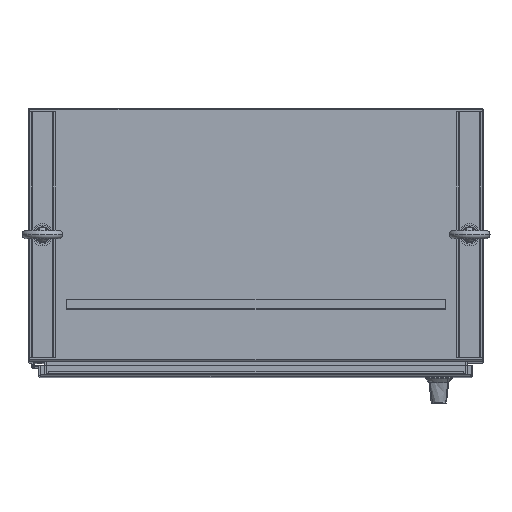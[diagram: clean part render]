
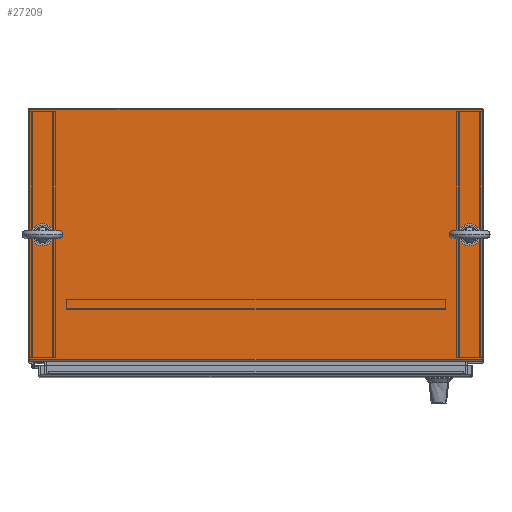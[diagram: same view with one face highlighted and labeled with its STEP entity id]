
A CAD part, top view. The second image highlights one B-rep face of the part: STEP entity #27209.
In plain terms, the highlighted planar face has unit normal (0, 0, 1).
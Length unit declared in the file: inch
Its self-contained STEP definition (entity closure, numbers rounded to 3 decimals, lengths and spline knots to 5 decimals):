
#864 = FACE_BOUND ( 'NONE', #91229, .T. ) ;
#1164 = CARTESIAN_POINT ( 'NONE',  ( -36.18039, -7.968, 90.06 ) ) ;
#3099 = DIRECTION ( 'NONE',  ( 0., 1., 0. ) ) ;
#4197 = ORIENTED_EDGE ( 'NONE', *, *, #44402, .T. ) ;
#5747 = CARTESIAN_POINT ( 'NONE',  ( -2.31039, -7.968, 90.06 ) ) ;
#6946 = AXIS2_PLACEMENT_3D ( 'NONE', #63926, #27096, #77986 ) ;
#7557 = EDGE_CURVE ( 'NONE', #34762, #15627, #25781, .T. ) ;
#11238 = DIRECTION ( 'NONE',  ( 0., -1., 0. ) ) ;
#11280 = EDGE_LOOP ( 'NONE', ( #4197, #58759 ) ) ;
#15088 = AXIS2_PLACEMENT_3D ( 'NONE', #41450, #36088, #20599 ) ;
#15252 = LINE ( 'NONE', #23966, #65978 ) ;
#15627 = VERTEX_POINT ( 'NONE', #66336 ) ;
#16762 = VERTEX_POINT ( 'NONE', #27395 ) ;
#18314 = CARTESIAN_POINT ( 'NONE',  ( -0.93539, 2., 90.06 ) ) ;
#18419 = VERTEX_POINT ( 'NONE', #18314 ) ;
#20599 = DIRECTION ( 'NONE',  ( 1., 0., 0. ) ) ;
#20764 = CARTESIAN_POINT ( 'NONE',  ( -36.80539, -18., 90.06 ) ) ;
#21305 = VECTOR ( 'NONE', #22200, 39.37008 ) ;
#21670 = VERTEX_POINT ( 'NONE', #22064 ) ;
#22064 = CARTESIAN_POINT ( 'NONE',  ( -1.56039, -7.968, 90.06 ) ) ;
#22200 = DIRECTION ( 'NONE',  ( -1., 0., 0. ) ) ;
#22202 = DIRECTION ( 'NONE',  ( 1., 0., 0. ) ) ;
#23966 = CARTESIAN_POINT ( 'NONE',  ( -36.80539, -17.857, 90.06 ) ) ;
#24389 = VECTOR ( 'NONE', #3099, 39.37008 ) ;
#25781 = LINE ( 'NONE', #84894, #65433 ) ;
#26167 = EDGE_CURVE ( 'NONE', #15627, #16762, #15252, .T. ) ;
#27096 = DIRECTION ( 'NONE',  ( 0., 0., -1. ) ) ;
#27209 = ADVANCED_FACE ( 'NONE', ( #66760, #37681, #864 ), #58531, .T. ) ;
#27395 = CARTESIAN_POINT ( 'NONE',  ( -0.93539, -17.857, 90.06 ) ) ;
#30278 = EDGE_LOOP ( 'NONE', ( #44560, #47159, #95341, #77340 ) ) ;
#34762 = VERTEX_POINT ( 'NONE', #78286 ) ;
#35410 = DIRECTION ( 'NONE',  ( 0., 0., -1. ) ) ;
#36088 = DIRECTION ( 'NONE',  ( 0., 0., -1. ) ) ;
#37681 = FACE_BOUND ( 'NONE', #11280, .T. ) ;
#41450 = CARTESIAN_POINT ( 'NONE',  ( -35.80539, -7.968, 90.06 ) ) ;
#42373 = ORIENTED_EDGE ( 'NONE', *, *, #51184, .T. ) ;
#42665 = CARTESIAN_POINT ( 'NONE',  ( -35.43039, -7.968, 90.06 ) ) ;
#43278 = ORIENTED_EDGE ( 'NONE', *, *, #52594, .T. ) ;
#44402 = EDGE_CURVE ( 'NONE', #21670, #71499, #71891, .T. ) ;
#44560 = ORIENTED_EDGE ( 'NONE', *, *, #47320, .T. ) ;
#47159 = ORIENTED_EDGE ( 'NONE', *, *, #94322, .T. ) ;
#47320 = EDGE_CURVE ( 'NONE', #16762, #18419, #70438, .T. ) ;
#48725 = CIRCLE ( 'NONE', #6946, 0.375 ) ;
#49691 = DIRECTION ( 'NONE',  ( 1., 0., 0. ) ) ;
#50660 = DIRECTION ( 'NONE',  ( 0., 0., -1. ) ) ;
#51184 = EDGE_CURVE ( 'NONE', #68474, #59202, #90985, .T. ) ;
#51395 = DIRECTION ( 'NONE',  ( 1., 0., 0. ) ) ;
#52594 = EDGE_CURVE ( 'NONE', #59202, #68474, #59982, .T. ) ;
#53528 = DIRECTION ( 'NONE',  ( 1., 0., 0. ) ) ;
#57573 = DIRECTION ( 'NONE',  ( 0., 0., 1. ) ) ;
#57915 = CARTESIAN_POINT ( 'NONE',  ( -35.80539, -7.968, 90.06 ) ) ;
#58531 = PLANE ( 'NONE',  #73654 ) ;
#58759 = ORIENTED_EDGE ( 'NONE', *, *, #79125, .T. ) ;
#59202 = VERTEX_POINT ( 'NONE', #1164 ) ;
#59982 = CIRCLE ( 'NONE', #84741, 0.375 ) ;
#60946 = LINE ( 'NONE', #88566, #21305 ) ;
#63926 = CARTESIAN_POINT ( 'NONE',  ( -1.93539, -7.968, 90.06 ) ) ;
#64495 = CARTESIAN_POINT ( 'NONE',  ( -1.93539, -7.968, 90.06 ) ) ;
#65433 = VECTOR ( 'NONE', #11238, 39.37008 ) ;
#65978 = VECTOR ( 'NONE', #53528, 39.37008 ) ;
#66336 = CARTESIAN_POINT ( 'NONE',  ( -36.80539, -17.857, 90.06 ) ) ;
#66760 = FACE_OUTER_BOUND ( 'NONE', #30278, .T. ) ;
#68474 = VERTEX_POINT ( 'NONE', #42665 ) ;
#70438 = LINE ( 'NONE', #78664, #24389 ) ;
#71499 = VERTEX_POINT ( 'NONE', #5747 ) ;
#71891 = CIRCLE ( 'NONE', #81192, 0.375 ) ;
#73654 = AXIS2_PLACEMENT_3D ( 'NONE', #20764, #57573, #22202 ) ;
#77340 = ORIENTED_EDGE ( 'NONE', *, *, #26167, .T. ) ;
#77986 = DIRECTION ( 'NONE',  ( 1., 0., 0. ) ) ;
#78286 = CARTESIAN_POINT ( 'NONE',  ( -36.80539, 2., 90.06 ) ) ;
#78664 = CARTESIAN_POINT ( 'NONE',  ( -0.93539, -18., 90.06 ) ) ;
#79125 = EDGE_CURVE ( 'NONE', #71499, #21670, #48725, .T. ) ;
#81192 = AXIS2_PLACEMENT_3D ( 'NONE', #64495, #35410, #51395 ) ;
#84741 = AXIS2_PLACEMENT_3D ( 'NONE', #57915, #50660, #49691 ) ;
#84894 = CARTESIAN_POINT ( 'NONE',  ( -36.80539, -18., 90.06 ) ) ;
#88566 = CARTESIAN_POINT ( 'NONE',  ( -36.80539, 2., 90.06 ) ) ;
#90985 = CIRCLE ( 'NONE', #15088, 0.375 ) ;
#91229 = EDGE_LOOP ( 'NONE', ( #42373, #43278 ) ) ;
#94322 = EDGE_CURVE ( 'NONE', #18419, #34762, #60946, .T. ) ;
#95341 = ORIENTED_EDGE ( 'NONE', *, *, #7557, .T. ) ;
